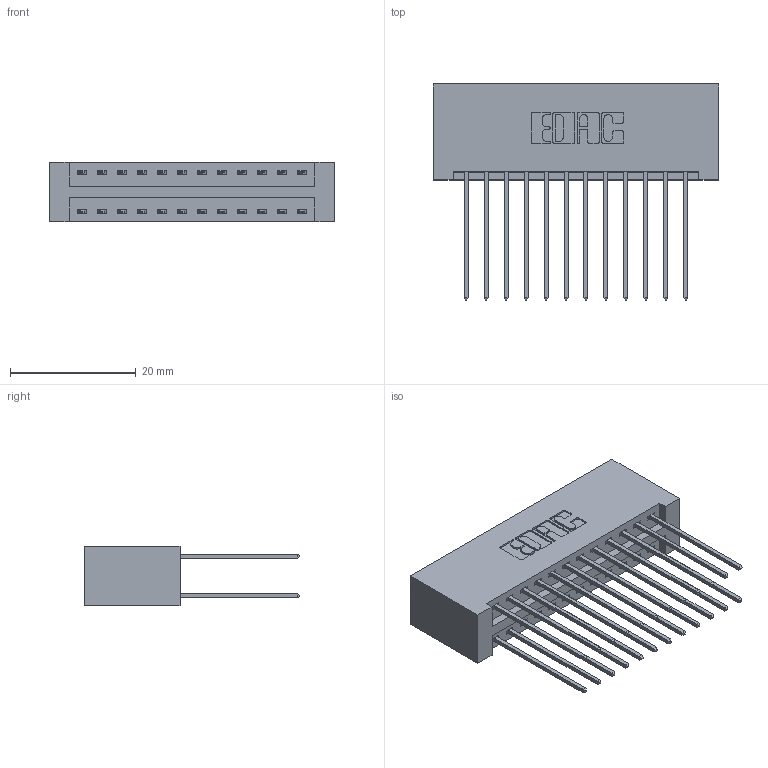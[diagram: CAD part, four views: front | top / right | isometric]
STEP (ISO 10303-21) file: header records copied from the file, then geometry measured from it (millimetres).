
FILE_DESCRIPTION (( 'STEP AP203' ), '1' );
FILE_NAME ('346-024-541-201.STEP', '2022-05-18T23:38:24', ( '' ), ( '' ), 'SwSTEP 2.0', 'SolidWorks 2020', '' );
FILE_SCHEMA (( 'CONFIG_CONTROL_DESIGN' ));
Length unit declared in the file: inch
Products named in the file (3): 346-024-541-201; 345-292-001_345-293-141; 346 Part_No Mounting Lugs
Assembly tree (25 placements, depth 2):
  346-024-541-201
    346 Part_No Mounting Lugs
    345-292-001_345-293-141  x24
Bounding box: 45.34 x 34.29 x 9.4 mm (x, y, z)
Volume: 4899.1 mm3; surface area: 7086.1 mm2
Topology: 25 solids, 25 shells, 1362 faces, 4025 edges, 2650 vertices
Faces by surface type: plane 912, cylinder 450
Entity records: 11611 total; most frequent: CARTESIAN_POINT 1952, ORIENTED_EDGE 1886, DIRECTION 1767, EDGE_CURVE 943, LINE 771, VECTOR 771, VERTEX_POINT 626, AXIS2_PLACEMENT_3D 498
